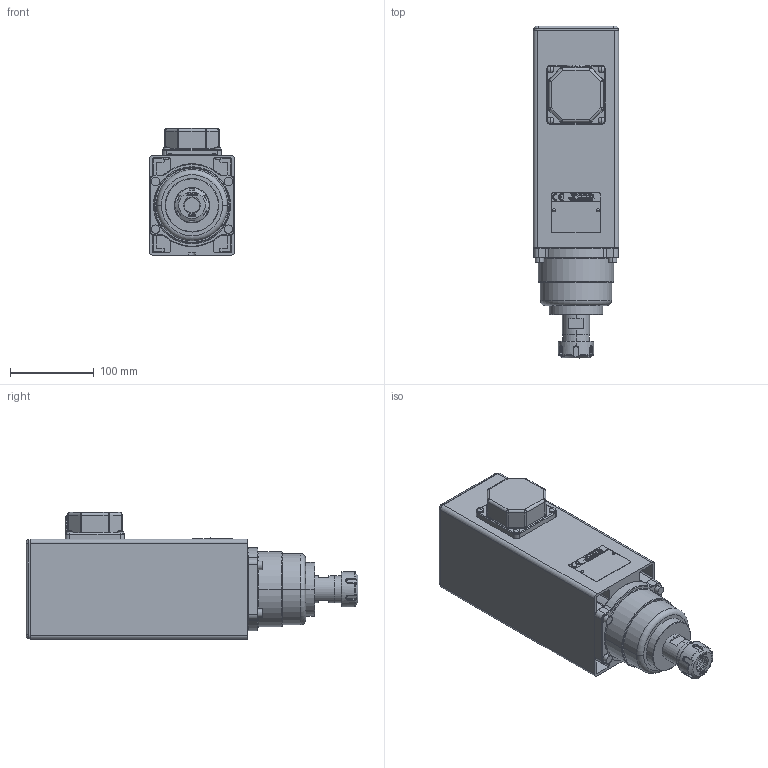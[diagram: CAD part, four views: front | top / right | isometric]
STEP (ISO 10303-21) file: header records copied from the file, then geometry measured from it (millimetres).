
FILE_DESCRIPTION(('HOOPS Exchange Step'),'2;1');
FILE_NAME('export-C13DE918-F82A-406F-BEB3-3958338A80DB.stp','2023-09-27T10:57:21+02:00',('Gebruiker'),('Alibre'),'HOOPS Exchange 2022.0','Alibre','Unknown authorisation');
FILE_SCHEMA( ('AP242_MANAGED_MODEL_BASED_3D_ENGINEERING_MIM_LF {1 0 10303 442 1 1 4 }') );
Length unit declared in the file: millimetre
Products named in the file (1): 6183 Teknomotor C5160-D-DB-P-ER25-1.1kW-RH-3000-6000rpm
Bounding box: 102 x 396.4 x 151.7 mm (x, y, z)
Volume: 3439348.5 mm3; surface area: 264065 mm2
Topology: 1 solids, 7 shells, 1741 faces, 4632 edges, 3019 vertices
Faces by surface type: plane 1224, cylinder 331, bspline 68, cone 66, torus 31, sphere 21
Entity records: 58124 total; most frequent: CARTESIAN_POINT 16163, ORIENTED_EDGE 9206, DIRECTION 7448, EDGE_CURVE 4603, VERTEX_POINT 3019, VECTOR 2536, LINE 2536, AXIS2_PLACEMENT_3D 2456
